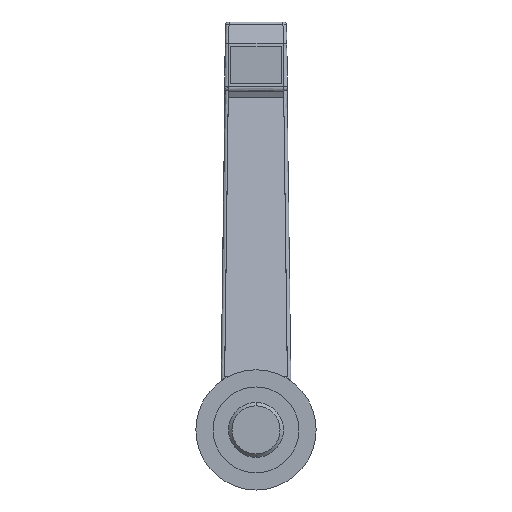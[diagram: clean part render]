
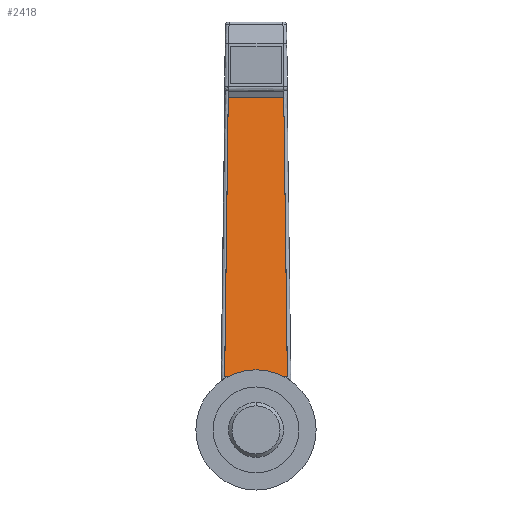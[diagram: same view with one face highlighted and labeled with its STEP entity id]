
A CAD part, front view. The second image highlights one B-rep face of the part: STEP entity #2418.
In plain terms, the highlighted planar face has unit normal (0, -0.984, 0.179).
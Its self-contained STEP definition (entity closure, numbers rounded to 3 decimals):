
#243 = ORIENTED_EDGE ( 'NONE', *, *, #1114, .T. ) ;
#269 = CARTESIAN_POINT ( 'NONE',  ( -4.04, 23.988, 48.393 ) ) ;
#272 = CARTESIAN_POINT ( 'NONE',  ( -4.571, 16.443, 6.902 ) ) ;
#741 = ORIENTED_EDGE ( 'NONE', *, *, #2341, .T. ) ;
#855 = VECTOR ( 'NONE', #3196, 1000. ) ;
#863 = DIRECTION ( 'NONE',  ( 1., 0., 0. ) ) ;
#1063 = VERTEX_POINT ( 'NONE', #1790 ) ;
#1107 = EDGE_CURVE ( 'NONE', #1063, #2524, #1860, .T. ) ;
#1114 = EDGE_CURVE ( 'NONE', #4147, #2185, #1454, .T. ) ;
#1134 = EDGE_LOOP ( 'NONE', ( #1555, #741, #243, #4489 ) ) ;
#1185 = DIRECTION ( 'NONE',  ( 0., -0.984, 0.179 ) ) ;
#1232 = CARTESIAN_POINT ( 'NONE',  ( 0., 14.702, -2.674 ) ) ;
#1379 = CARTESIAN_POINT ( 'NONE',  ( 4.04, 23.988, 48.393 ) ) ;
#1454 = LINE ( 'NONE', #2919, #3179 ) ;
#1555 = ORIENTED_EDGE ( 'NONE', *, *, #1107, .T. ) ;
#1775 = DIRECTION ( 'NONE',  ( -0.013, -0.179, -0.984 ) ) ;
#1790 = CARTESIAN_POINT ( 'NONE',  ( 4.571, 16.443, 6.902 ) ) ;
#1860 = LINE ( 'NONE', #3970, #2155 ) ;
#2140 = VECTOR ( 'NONE', #863, 1000. ) ;
#2155 = VECTOR ( 'NONE', #3265, 1000. ) ;
#2185 = VERTEX_POINT ( 'NONE', #272 ) ;
#2211 = DIRECTION ( 'NONE',  ( 0., -0.179, -0.984 ) ) ;
#2341 = EDGE_CURVE ( 'NONE', #2524, #4147, #2851, .T. ) ;
#2418 = ADVANCED_FACE ( 'NONE', ( #2574 ), #3587, .T. ) ;
#2524 = VERTEX_POINT ( 'NONE', #1379 ) ;
#2574 = FACE_OUTER_BOUND ( 'NONE', #1134, .T. ) ;
#2588 = CARTESIAN_POINT ( 'NONE',  ( 4.571, 16.443, 6.902 ) ) ;
#2851 = LINE ( 'NONE', #3494, #855 ) ;
#2919 = CARTESIAN_POINT ( 'NONE',  ( -4.571, 16.443, 6.902 ) ) ;
#3179 = VECTOR ( 'NONE', #1775, 1000. ) ;
#3196 = DIRECTION ( 'NONE',  ( -1., 0., 0. ) ) ;
#3203 = EDGE_CURVE ( 'NONE', #2185, #1063, #3281, .T. ) ;
#3265 = DIRECTION ( 'NONE',  ( -0.013, 0.179, 0.984 ) ) ;
#3281 = LINE ( 'NONE', #2588, #2140 ) ;
#3401 = AXIS2_PLACEMENT_3D ( 'NONE', #1232, #1185, #2211 ) ;
#3494 = CARTESIAN_POINT ( 'NONE',  ( 4.04, 23.988, 48.393 ) ) ;
#3587 = PLANE ( 'NONE',  #3401 ) ;
#3970 = CARTESIAN_POINT ( 'NONE',  ( 4.571, 16.443, 6.902 ) ) ;
#4147 = VERTEX_POINT ( 'NONE', #269 ) ;
#4489 = ORIENTED_EDGE ( 'NONE', *, *, #3203, .T. ) ;
